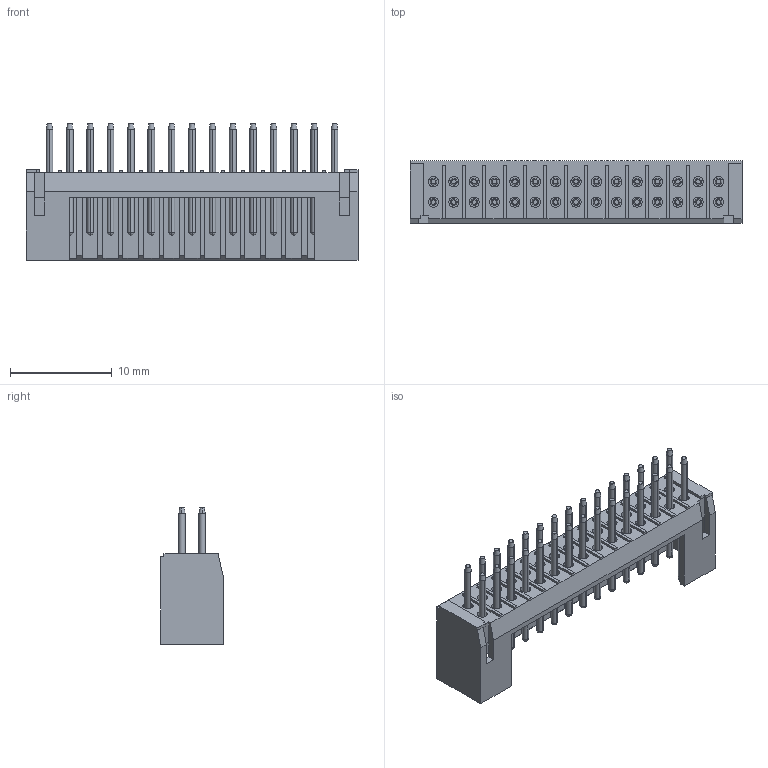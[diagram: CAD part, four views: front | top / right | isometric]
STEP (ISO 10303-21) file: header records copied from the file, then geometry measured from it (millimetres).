
FILE_DESCRIPTION (( 'STEP AP214' ), '1' );
FILE_NAME ('F2JL24-S30SD000-01-REF .STEP', '2026-04-21T02:18:17', ( '' ), ( '' ), 'SwSTEP 2.0', 'SolidWorks 2021', '' );
FILE_SCHEMA (( 'AUTOMOTIVE_DESIGN' ));
Length unit declared in the file: millimetre
Products named in the file (1): F2JL24-S30SD000-01-REF 
Bounding box: 32.6 x 6.1 x 13.4 mm (x, y, z)
Volume: 772.7 mm3; surface area: 1916.2 mm2
Topology: 1 solids, 1 shells, 546 faces, 1426 edges, 908 vertices
Faces by surface type: plane 246, cylinder 180, sphere 60, cone 60
Entity records: 15968 total; most frequent: DIRECTION 2940, CARTESIAN_POINT 2701, ORIENTED_EDGE 2612, EDGE_CURVE 1306, AXIS2_PLACEMENT_3D 1087, VERTEX_POINT 848, LINE 766, VECTOR 766
